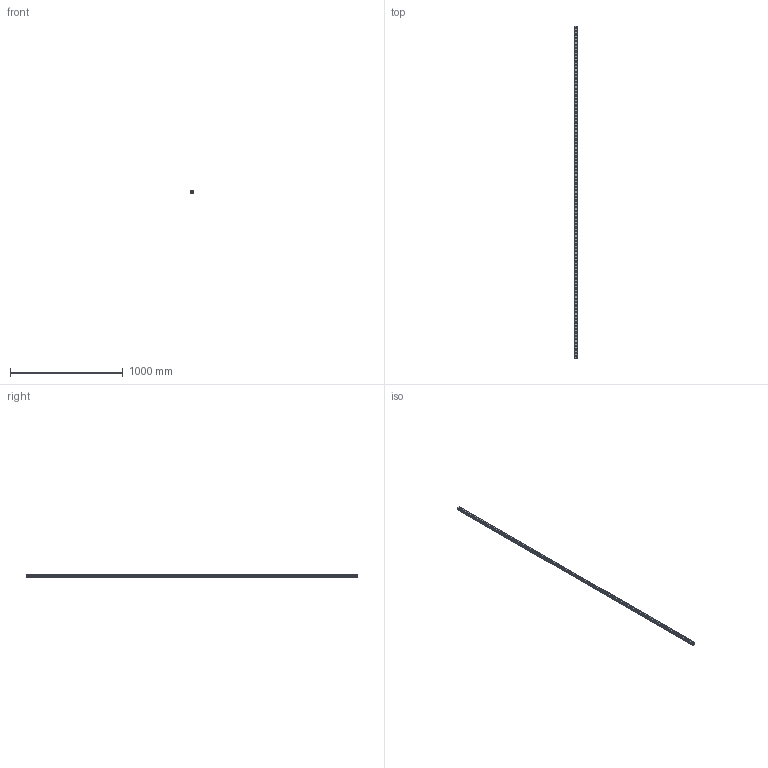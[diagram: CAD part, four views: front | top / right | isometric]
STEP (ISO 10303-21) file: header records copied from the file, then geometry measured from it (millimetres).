
FILE_DESCRIPTION(('STEP AP214'),'1');
FILE_NAME('cctmp_CBBF2CCB-2390-463F-B93A-C81B07D2D6FC_2021_03_11_08_36_06_0311..stp','2021-03-11T07:36:06',('HIWIN GmbH'),('CADClick - www.CADClick.com'),'Spatial InterOp 3D',' ','unknown authorization');
FILE_SCHEMA(('AUTOMOTIVE_DESIGN'));
Length unit declared in the file: millimetre
Products named in the file (1): RGR25R2940H_FILE
Bounding box: 23 x 2940 x 23.6 mm (x, y, z)
Volume: 1178993.3 mm3; surface area: 364846.7 mm2
Topology: 1 solids, 1 shells, 999 faces, 2097 edges, 1398 vertices
Faces by surface type: cylinder 606, plane 393
Entity records: 35299 total; most frequent: DIRECTION 5309, CARTESIAN_POINT 4495, ORIENTED_EDGE 4194, AXIS2_PLACEMENT_3D 2212, EDGE_CURVE 2097, VERTEX_POINT 1398, EDGE_LOOP 1297, CIRCLE 1212
